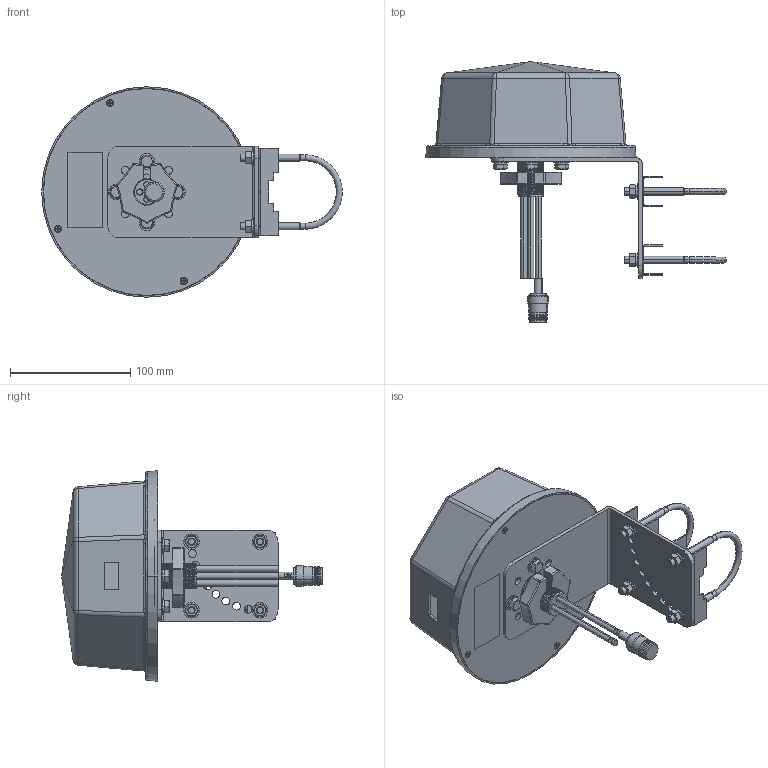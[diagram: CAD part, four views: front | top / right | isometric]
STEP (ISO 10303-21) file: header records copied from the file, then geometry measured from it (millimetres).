
FILE_DESCRIPTION (( 'STEP AP214' ), '1' );
FILE_NAME ('FMANOM1061_3D.step', '2023-02-23T00:59:20', ( '' ), ( '' ), 'SwSTEP 2.0', 'SolidWorks 2022', '' );
FILE_SCHEMA (( 'AUTOMOTIVE_DESIGN' ));
Length unit declared in the file: inch
Products named in the file (3): FMANOM1059; FMANOM1061_3D; PE44532
Assembly tree (2 placements, depth 2):
  FMANOM1061_3D
    FMANOM1059
    PE44532
Bounding box: 250 x 216.82 x 175 mm (x, y, z)
Volume: 270744.4 mm3; surface area: 252662.6 mm2
Topology: 47 solids, 47 shells, 2111 faces, 5290 edges, 3293 vertices
Faces by surface type: cylinder 847, plane 501, bspline 423, cone 233, torus 92, sphere 15
Entity records: 110070 total; most frequent: CARTESIAN_POINT 64687, ORIENTED_EDGE 10534, DIRECTION 7660, EDGE_CURVE 5267, VERTEX_POINT 3293, AXIS2_PLACEMENT_3D 2953, EDGE_LOOP 2266, ADVANCED_FACE 2111
